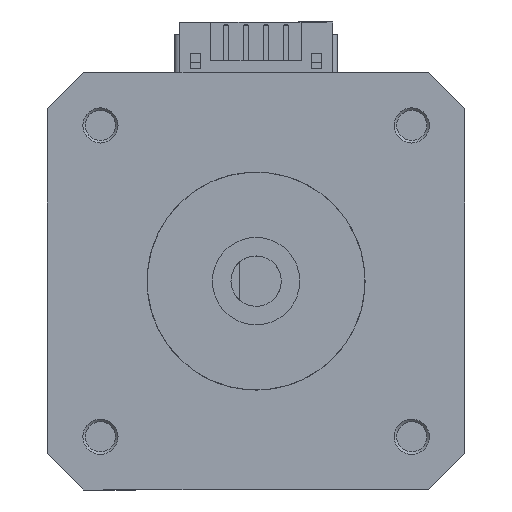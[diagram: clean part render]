
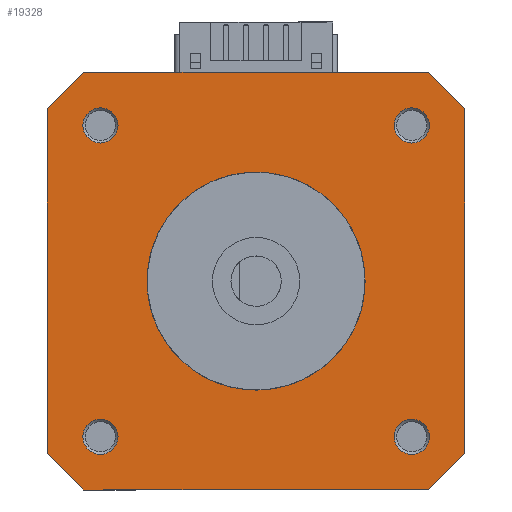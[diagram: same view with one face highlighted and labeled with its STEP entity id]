
A CAD part, front view. The second image highlights one B-rep face of the part: STEP entity #19328.
In plain terms, the highlighted face is planar.
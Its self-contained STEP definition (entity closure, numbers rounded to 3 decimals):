
#2122=FACE_BOUND('',#3457,.T.);
#2123=FACE_BOUND('',#3458,.T.);
#2124=FACE_BOUND('',#3459,.T.);
#2125=FACE_BOUND('',#3460,.T.);
#2126=FACE_BOUND('',#3461,.T.);
#2232=CIRCLE('',#20616,10.85);
#2233=CIRCLE('',#20618,1.75);
#2234=CIRCLE('',#20619,1.75);
#2235=CIRCLE('',#20620,1.75);
#2236=CIRCLE('',#20621,1.75);
#2380=FACE_OUTER_BOUND('',#3456,.T.);
#3456=EDGE_LOOP('',(#13148,#13149,#13150,#13151,#13152,#13153,#13154,#13155));
#3457=EDGE_LOOP('',(#13156));
#3458=EDGE_LOOP('',(#13157));
#3459=EDGE_LOOP('',(#13158));
#3460=EDGE_LOOP('',(#13159));
#3461=EDGE_LOOP('',(#13160));
#4652=LINE('',#25300,#6561);
#4653=LINE('',#25302,#6562);
#4654=LINE('',#25304,#6563);
#4655=LINE('',#25306,#6564);
#4656=LINE('',#25308,#6565);
#4657=LINE('',#25310,#6566);
#4658=LINE('',#25312,#6567);
#4659=LINE('',#25313,#6568);
#6561=VECTOR('',#21584,10.);
#6562=VECTOR('',#21585,10.);
#6563=VECTOR('',#21586,10.);
#6564=VECTOR('',#21587,10.);
#6565=VECTOR('',#21588,10.);
#6566=VECTOR('',#21589,10.);
#6567=VECTOR('',#21590,10.);
#6568=VECTOR('',#21591,10.);
#8469=VERTEX_POINT('',#25294);
#8470=VERTEX_POINT('',#25298);
#8471=VERTEX_POINT('',#25299);
#8472=VERTEX_POINT('',#25301);
#8473=VERTEX_POINT('',#25303);
#8474=VERTEX_POINT('',#25305);
#8475=VERTEX_POINT('',#25307);
#8476=VERTEX_POINT('',#25309);
#8477=VERTEX_POINT('',#25311);
#8478=VERTEX_POINT('',#25314);
#8479=VERTEX_POINT('',#25316);
#8480=VERTEX_POINT('',#25318);
#8481=VERTEX_POINT('',#25320);
#10319=EDGE_CURVE('',#8469,#8469,#2232,.T.);
#10320=EDGE_CURVE('',#8470,#8471,#4652,.T.);
#10321=EDGE_CURVE('',#8471,#8472,#4653,.T.);
#10322=EDGE_CURVE('',#8472,#8473,#4654,.T.);
#10323=EDGE_CURVE('',#8473,#8474,#4655,.T.);
#10324=EDGE_CURVE('',#8474,#8475,#4656,.T.);
#10325=EDGE_CURVE('',#8475,#8476,#4657,.T.);
#10326=EDGE_CURVE('',#8476,#8477,#4658,.T.);
#10327=EDGE_CURVE('',#8477,#8470,#4659,.T.);
#10328=EDGE_CURVE('',#8478,#8478,#2233,.T.);
#10329=EDGE_CURVE('',#8479,#8479,#2234,.T.);
#10330=EDGE_CURVE('',#8480,#8480,#2235,.T.);
#10331=EDGE_CURVE('',#8481,#8481,#2236,.T.);
#13148=ORIENTED_EDGE('',*,*,#10320,.T.);
#13149=ORIENTED_EDGE('',*,*,#10321,.T.);
#13150=ORIENTED_EDGE('',*,*,#10322,.T.);
#13151=ORIENTED_EDGE('',*,*,#10323,.T.);
#13152=ORIENTED_EDGE('',*,*,#10324,.T.);
#13153=ORIENTED_EDGE('',*,*,#10325,.T.);
#13154=ORIENTED_EDGE('',*,*,#10326,.T.);
#13155=ORIENTED_EDGE('',*,*,#10327,.T.);
#13156=ORIENTED_EDGE('',*,*,#10328,.F.);
#13157=ORIENTED_EDGE('',*,*,#10329,.F.);
#13158=ORIENTED_EDGE('',*,*,#10330,.F.);
#13159=ORIENTED_EDGE('',*,*,#10331,.F.);
#13160=ORIENTED_EDGE('',*,*,#10319,.T.);
#18730=PLANE('',#20617);
#19328=ADVANCED_FACE('',(#2380,#2122,#2123,#2124,#2125,#2126),#18730,.T.);
#20616=AXIS2_PLACEMENT_3D('',#25296,#21580,#21581);
#20617=AXIS2_PLACEMENT_3D('',#25297,#21582,#21583);
#20618=AXIS2_PLACEMENT_3D('',#25315,#21592,#21593);
#20619=AXIS2_PLACEMENT_3D('',#25317,#21594,#21595);
#20620=AXIS2_PLACEMENT_3D('',#25319,#21596,#21597);
#20621=AXIS2_PLACEMENT_3D('',#25321,#21598,#21599);
#21580=DIRECTION('center_axis',(0.,0.,-1.));
#21581=DIRECTION('ref_axis',(-1.,0.,0.));
#21582=DIRECTION('center_axis',(0.,0.,1.));
#21583=DIRECTION('ref_axis',(1.,0.,0.));
#21584=DIRECTION('',(-0.707,-0.707,0.));
#21585=DIRECTION('',(0.,-1.,0.));
#21586=DIRECTION('',(0.707,-0.707,0.));
#21587=DIRECTION('',(1.,0.,0.));
#21588=DIRECTION('',(0.707,0.707,0.));
#21589=DIRECTION('',(0.,1.,0.));
#21590=DIRECTION('',(-0.707,0.707,0.));
#21591=DIRECTION('',(-1.,0.,0.));
#21592=DIRECTION('center_axis',(0.,0.,1.));
#21593=DIRECTION('ref_axis',(-1.,0.,0.));
#21594=DIRECTION('center_axis',(0.,0.,1.));
#21595=DIRECTION('ref_axis',(-1.,0.,0.));
#21596=DIRECTION('center_axis',(0.,0.,1.));
#21597=DIRECTION('ref_axis',(-1.,0.,0.));
#21598=DIRECTION('center_axis',(0.,0.,1.));
#21599=DIRECTION('ref_axis',(-1.,0.,0.));
#25294=CARTESIAN_POINT('',(10.85,0.,36.4));
#25296=CARTESIAN_POINT('Origin',(0.,0.,36.4));
#25297=CARTESIAN_POINT('Origin',(0.,0.,36.4));
#25298=CARTESIAN_POINT('',(-17.15,20.8,36.4));
#25299=CARTESIAN_POINT('',(-20.8,17.15,36.4));
#25300=CARTESIAN_POINT('',(-17.15,20.8,36.4));
#25301=CARTESIAN_POINT('',(-20.8,-17.15,36.4));
#25302=CARTESIAN_POINT('',(-20.8,17.15,36.4));
#25303=CARTESIAN_POINT('',(-17.15,-20.8,36.4));
#25304=CARTESIAN_POINT('',(-20.8,-17.15,36.4));
#25305=CARTESIAN_POINT('',(17.15,-20.8,36.4));
#25306=CARTESIAN_POINT('',(-17.15,-20.8,36.4));
#25307=CARTESIAN_POINT('',(20.8,-17.15,36.4));
#25308=CARTESIAN_POINT('',(17.15,-20.8,36.4));
#25309=CARTESIAN_POINT('',(20.8,17.15,36.4));
#25310=CARTESIAN_POINT('',(20.8,-17.15,36.4));
#25311=CARTESIAN_POINT('',(17.15,20.8,36.4));
#25312=CARTESIAN_POINT('',(20.8,17.15,36.4));
#25313=CARTESIAN_POINT('',(17.15,20.8,36.4));
#25314=CARTESIAN_POINT('',(-13.75,15.5,36.4));
#25315=CARTESIAN_POINT('Origin',(-15.5,15.5,36.4));
#25316=CARTESIAN_POINT('',(17.25,-15.5,36.4));
#25317=CARTESIAN_POINT('Origin',(15.5,-15.5,36.4));
#25318=CARTESIAN_POINT('',(-13.75,-15.5,36.4));
#25319=CARTESIAN_POINT('Origin',(-15.5,-15.5,36.4));
#25320=CARTESIAN_POINT('',(17.25,15.5,36.4));
#25321=CARTESIAN_POINT('Origin',(15.5,15.5,36.4));
